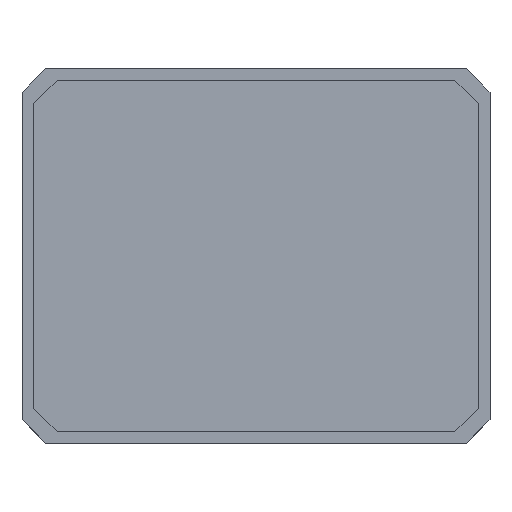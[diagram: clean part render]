
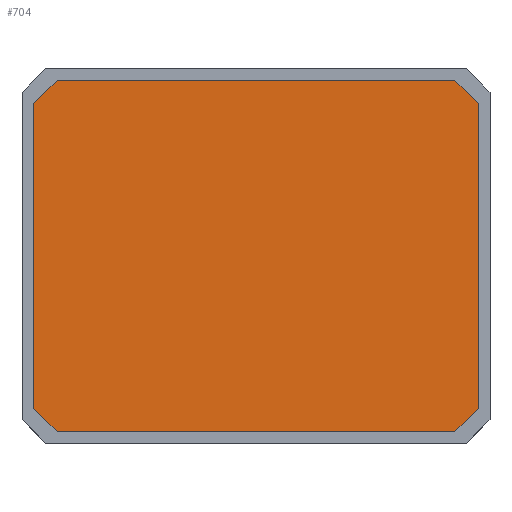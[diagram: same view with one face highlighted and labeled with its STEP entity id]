
A CAD part, top view. The second image highlights one B-rep face of the part: STEP entity #704.
In plain terms, the highlighted planar face has unit normal (0, 0, 1).
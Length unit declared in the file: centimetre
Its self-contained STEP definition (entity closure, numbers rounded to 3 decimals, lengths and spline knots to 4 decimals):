
#44=FACE_OUTER_BOUND($,#84,.T.);
#84=EDGE_LOOP($,(#590,#591,#592,#593,#594,#595,#596,#597));
#166=LINE($,#1085,#262);
#167=LINE($,#1087,#263);
#168=LINE($,#1089,#264);
#169=LINE($,#1091,#265);
#170=LINE($,#1093,#266);
#171=LINE($,#1095,#267);
#172=LINE($,#1097,#268);
#173=LINE($,#1098,#269);
#262=VECTOR($,#891,0.0141);
#263=VECTOR($,#892,0.13);
#264=VECTOR($,#893,0.0141);
#265=VECTOR($,#894,0.17);
#266=VECTOR($,#895,0.0141);
#267=VECTOR($,#896,0.13);
#268=VECTOR($,#897,0.0141);
#269=VECTOR($,#898,0.17);
#334=VERTEX_POINT($,#1083);
#335=VERTEX_POINT($,#1084);
#336=VERTEX_POINT($,#1086);
#337=VERTEX_POINT($,#1088);
#338=VERTEX_POINT($,#1090);
#339=VERTEX_POINT($,#1092);
#340=VERTEX_POINT($,#1094);
#341=VERTEX_POINT($,#1096);
#422=EDGE_CURVE($,#334,#335,#166,.T.);
#423=EDGE_CURVE($,#334,#336,#167,.T.);
#424=EDGE_CURVE($,#337,#336,#168,.T.);
#425=EDGE_CURVE($,#337,#338,#169,.T.);
#426=EDGE_CURVE($,#339,#338,#170,.T.);
#427=EDGE_CURVE($,#339,#340,#171,.T.);
#428=EDGE_CURVE($,#341,#340,#172,.T.);
#429=EDGE_CURVE($,#341,#335,#173,.T.);
#590=ORIENTED_EDGE($,*,*,#422,.F.);
#591=ORIENTED_EDGE($,*,*,#423,.T.);
#592=ORIENTED_EDGE($,*,*,#424,.F.);
#593=ORIENTED_EDGE($,*,*,#425,.T.);
#594=ORIENTED_EDGE($,*,*,#426,.F.);
#595=ORIENTED_EDGE($,*,*,#427,.T.);
#596=ORIENTED_EDGE($,*,*,#428,.F.);
#597=ORIENTED_EDGE($,*,*,#429,.T.);
#666=PLANE($,#749);
#704=ADVANCED_FACE($,(#44),#666,.T.);
#749=AXIS2_PLACEMENT_3D($,#1082,#889,#890);
#889=DIRECTION('center_axis',(0.,0.,1.));
#890=DIRECTION('ref_axis',(1.,0.,0.));
#891=DIRECTION($,(0.707,0.707,0.));
#892=DIRECTION($,(0.,-1.,0.));
#893=DIRECTION($,(-0.707,0.707,0.));
#894=DIRECTION($,(1.,0.,0.));
#895=DIRECTION($,(-0.707,-0.707,0.));
#896=DIRECTION($,(0.,1.,0.));
#897=DIRECTION($,(0.707,-0.707,0.));
#898=DIRECTION($,(-1.,0.,0.));
#1082=CARTESIAN_POINT('Origin',(0.,0.,0.05));
#1083=CARTESIAN_POINT('',(-0.095,0.065,0.05));
#1084=CARTESIAN_POINT('',(-0.085,0.075,0.05));
#1085=CARTESIAN_POINT($,(-0.085,0.075,0.05));
#1086=CARTESIAN_POINT('',(-0.095,-0.065,0.05));
#1087=CARTESIAN_POINT($,(-0.095,0.,0.05));
#1088=CARTESIAN_POINT('',(-0.085,-0.075,0.05));
#1089=CARTESIAN_POINT($,(-0.085,-0.075,0.05));
#1090=CARTESIAN_POINT('',(0.085,-0.075,0.05));
#1091=CARTESIAN_POINT($,(0.,-0.075,0.05));
#1092=CARTESIAN_POINT('',(0.095,-0.065,0.05));
#1093=CARTESIAN_POINT($,(0.085,-0.075,0.05));
#1094=CARTESIAN_POINT('',(0.095,0.065,0.05));
#1095=CARTESIAN_POINT($,(0.095,0.,0.05));
#1096=CARTESIAN_POINT('',(0.085,0.075,0.05));
#1097=CARTESIAN_POINT($,(0.085,0.075,0.05));
#1098=CARTESIAN_POINT($,(0.,0.075,0.05));
